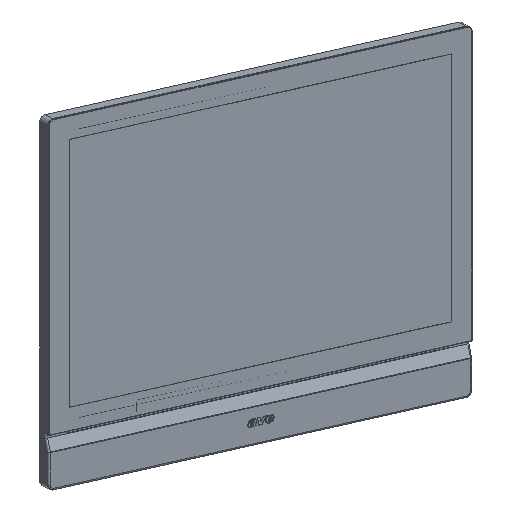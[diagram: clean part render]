
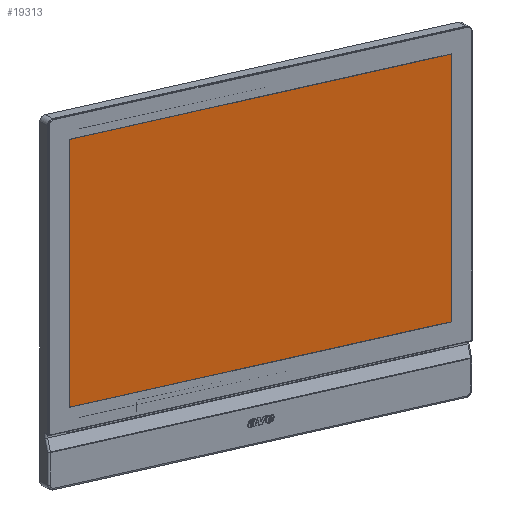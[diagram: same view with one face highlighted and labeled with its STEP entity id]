
A CAD part, top view. The second image highlights one B-rep face of the part: STEP entity #19313.
In plain terms, the highlighted face is planar.
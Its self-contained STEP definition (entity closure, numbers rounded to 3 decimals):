
#19228=CARTESIAN_POINT('Vertex',(512.299,150.137,1174.564)) ;
#19233=CARTESIAN_POINT('Line Origine',(512.299,150.137,1107.184)) ;
#19237=CARTESIAN_POINT('Vertex',(512.299,150.137,1039.804)) ;
#19270=CARTESIAN_POINT('Vertex',(296.319,150.137,1174.564)) ;
#19273=CARTESIAN_POINT('Line Origine',(404.309,150.137,1174.564)) ;
#19290=CARTESIAN_POINT('Axis2P3D Location',(404.309,150.137,1107.144)) ;
#19295=CARTESIAN_POINT('Line Origine',(296.319,150.137,1107.184)) ;
#19299=CARTESIAN_POINT('Vertex',(296.319,150.137,1039.804)) ;
#19302=CARTESIAN_POINT('Line Origine',(404.309,150.137,1039.804)) ;
#19234=DIRECTION('Vector Direction',(0.,0.,1.)) ;
#19274=DIRECTION('Vector Direction',(-1.,0.,0.)) ;
#19291=DIRECTION('Axis2P3D Direction',(-0.,-1.,-0.)) ;
#19292=DIRECTION('Axis2P3D XDirection',(-1.,0.,0.)) ;
#19296=DIRECTION('Vector Direction',(0.,0.,-1.)) ;
#19303=DIRECTION('Vector Direction',(1.,0.,0.)) ;
#19293=AXIS2_PLACEMENT_3D('Plane Axis2P3D',#19290,#19291,#19292) ;
#19308=ORIENTED_EDGE('',*,*,#19301,.T.) ;
#19309=ORIENTED_EDGE('',*,*,#19306,.T.) ;
#19310=ORIENTED_EDGE('',*,*,#19239,.T.) ;
#19311=ORIENTED_EDGE('',*,*,#19277,.T.) ;
#19235=VECTOR('Line Direction',#19234,1.) ;
#19275=VECTOR('Line Direction',#19274,1.) ;
#19297=VECTOR('Line Direction',#19296,1.) ;
#19304=VECTOR('Line Direction',#19303,1.) ;
#19313=ADVANCED_FACE('144\\131\\MANIFOLD_SOLID_BREP #20732',(#19312),#19294,.T.) ;
#19239=EDGE_CURVE('',#19238,#19229,#19236,.T.) ;
#19277=EDGE_CURVE('',#19229,#19271,#19276,.T.) ;
#19301=EDGE_CURVE('',#19271,#19300,#19298,.T.) ;
#19306=EDGE_CURVE('',#19300,#19238,#19305,.T.) ;
#19307=EDGE_LOOP('',(#19308,#19309,#19310,#19311)) ;
#19312=FACE_OUTER_BOUND('',#19307,.T.) ;
#19236=LINE('Line',#19233,#19235) ;
#19276=LINE('Line',#19273,#19275) ;
#19298=LINE('Line',#19295,#19297) ;
#19305=LINE('Line',#19302,#19304) ;
#19294=PLANE('',#19293) ;
#19229=VERTEX_POINT('',#19228) ;
#19238=VERTEX_POINT('',#19237) ;
#19271=VERTEX_POINT('',#19270) ;
#19300=VERTEX_POINT('',#19299) ;
